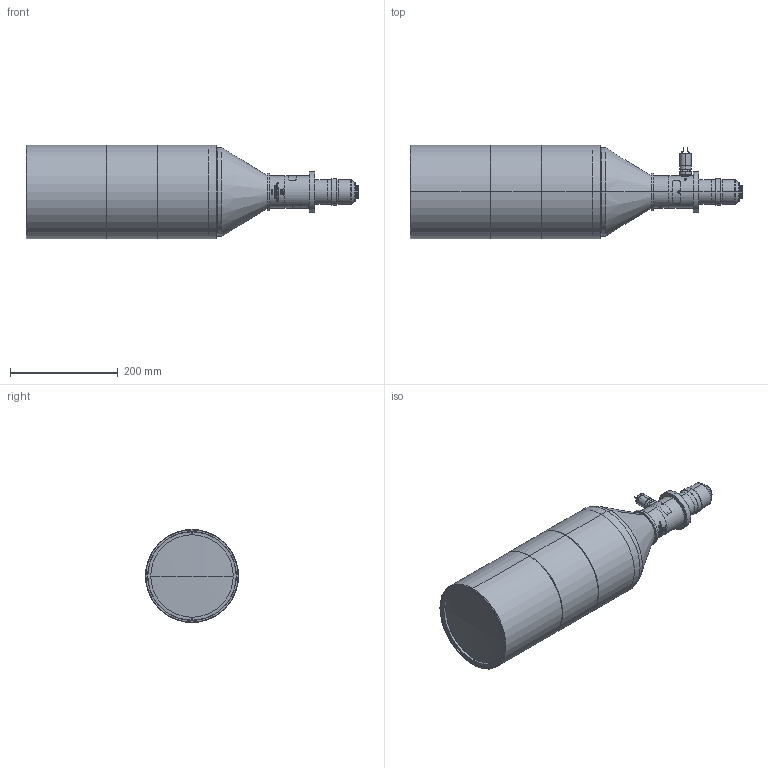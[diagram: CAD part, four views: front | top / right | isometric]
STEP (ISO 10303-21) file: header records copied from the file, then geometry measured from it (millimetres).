
FILE_DESCRIPTION (( 'STEP AP203' ), '1' );
FILE_NAME ('S5LPL1832_LED_01.STEP', '2022-03-03T10:24:24', ( '' ), ( '' ), 'SwSTEP 2.0', 'SolidWorks 2021', '' );
FILE_SCHEMA (( 'CONFIG_CONTROL_DESIGN' ));
Length unit declared in the file: millimetre
Products named in the file (40): S0DIF1363; S5LMN2935; 134316; 518004; S5LAO0450; S5ELE1365; S5FIL0201; 097108; Anschlußkabel 300 mm^134301; O-Ring 15x1; 134318; 518002; 198410_S5LPL1832-LED; 134319; 518001; S5LAO2935; S5MEC0010; 473402; DIN 914 - M3 x 4-N_DIN 914 - M3 x 4-N; 115706; S5LMN0450; 473403; 163501; 236908; DIN 913 - M3 x 3-N_DIN 913 - M3 x 3-N; 115703; 473405; DIN 912 M2 x 10 --- 10N_DIN 912 M2 x 10 --- 10N; DIN 912 M2 x 4 --- 4N_DIN 912 M2 x 4 --- 4N; 473401; S5LPL1832_LED_01; 122103; 115705; 053710; 134330; S5LED0011; 134317; 126110; 518003; 134301
Assembly tree (43 placements, depth 4):
  S5LPL1832_LED_01
    S5LAO0450
      S5LMN0450
    097108
    115703  x2
    115705
    115706
    122103
    198410_S5LPL1832-LED
    473401
      S5LAO2935
        S5LMN2935
      473402
      473403
      473405
      236908
      S5MEC0010
      DIN 913 - M3 x 3-N_DIN 913 - M3 x 3-N
    126110
    518001
      518002
      518003
      518004
      O-Ring 15x1
      DIN 912 M2 x 10 --- 10N_DIN 912 M2 x 10 --- 10N
      DIN 912 M2 x 4 --- 4N_DIN 912 M2 x 4 --- 4N  x2
      DIN 914 - M3 x 4-N_DIN 914 - M3 x 4-N
    163501
      134316  x2
      S0DIF1363
      S5FIL0201
      134301
        134317
        134319
        134330
        S5ELE1365
        S5LED0011
        Anschlußkabel 300 mm^134301  x2
      053710
      134318
Bounding box: 616.18 x 173 x 173 mm (x, y, z)
Volume: 2537260.7 mm3; surface area: 717515.1 mm2
Topology: 37 solids, 37 shells, 1682 faces, 4016 edges, 2531 vertices
Faces by surface type: plane 482, cylinder 460, bspline 373, cone 214, torus 144, sphere 9
Entity records: 88144 total; most frequent: CARTESIAN_POINT 49653, ORIENTED_EDGE 7492, DIRECTION 6327, EDGE_CURVE 3746, AXIS2_PLACEMENT_3D 2576, VERTEX_POINT 2381, EDGE_LOOP 1755, FACE_OUTER_BOUND 1560
